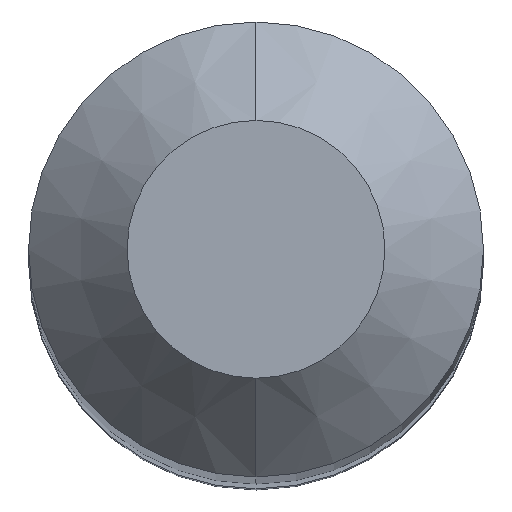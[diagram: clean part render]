
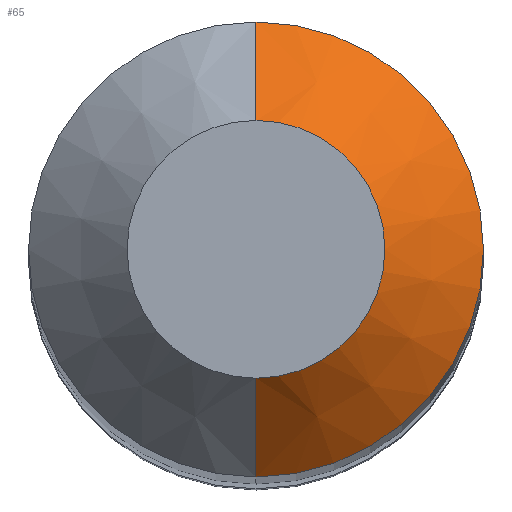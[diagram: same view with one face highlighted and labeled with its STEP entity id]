
A CAD part, top view. The second image highlights one B-rep face of the part: STEP entity #65.
In plain terms, the highlighted conical face has half-angle 45 degrees and reference radius 2.35 mm.
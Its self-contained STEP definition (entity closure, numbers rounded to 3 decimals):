
#65=ADVANCED_FACE('',(#128),#129,.T.);
#128=FACE_OUTER_BOUND('',#194,.T.);
#129=CONICAL_SURFACE('',#195,2.35,0.785);
#194=EDGE_LOOP('',(#285,#286,#287,#288));
#195=AXIS2_PLACEMENT_3D('',#289,#290,#291);
#285=ORIENTED_EDGE('',*,*,#370,.F.);
#286=ORIENTED_EDGE('',*,*,#371,.T.);
#287=ORIENTED_EDGE('',*,*,#372,.F.);
#288=ORIENTED_EDGE('',*,*,#366,.F.);
#289=CARTESIAN_POINT('',(0.,0.0,54.35));
#290=DIRECTION('',(0.,-0.0,-1.0));
#291=DIRECTION('',(0.0,1.0,0.0));
#366=EDGE_CURVE('',#424,#427,#428,.T.);
#370=EDGE_CURVE('',#433,#424,#434,.T.);
#371=EDGE_CURVE('',#433,#435,#436,.T.);
#372=EDGE_CURVE('',#427,#435,#437,.T.);
#424=VERTEX_POINT('',#491);
#427=VERTEX_POINT('',#495);
#428=CIRCLE('',#496,3.0);
#433=VERTEX_POINT('',#502);
#434=LINE('',#503,#504);
#435=VERTEX_POINT('',#505);
#436=CIRCLE('',#506,1.7);
#437=LINE('',#507,#508);
#491=CARTESIAN_POINT('',(0.,3.0,53.7));
#495=CARTESIAN_POINT('',(0.,-3.0,53.7));
#496=AXIS2_PLACEMENT_3D('',#564,#565,#566);
#502=CARTESIAN_POINT('',(0.,1.7,55.0));
#503=CARTESIAN_POINT('',(0.,2.35,54.35));
#504=VECTOR('',#571,1.0);
#505=CARTESIAN_POINT('',(0.,-1.7,55.0));
#506=AXIS2_PLACEMENT_3D('',#572,#573,#574);
#507=CARTESIAN_POINT('',(0.,-2.35,54.35));
#508=VECTOR('',#575,1.0);
#564=CARTESIAN_POINT('',(0.,0.0,53.7));
#565=DIRECTION('',(0.,0.0,-1.0));
#566=DIRECTION('',(0.0,1.0,0.0));
#571=DIRECTION('',(0.,0.707,-0.707));
#572=CARTESIAN_POINT('',(0.,0.0,55.0));
#573=DIRECTION('',(0.,0.0,-1.0));
#574=DIRECTION('',(0.0,1.0,0.0));
#575=DIRECTION('',(0.,0.707,0.707));
